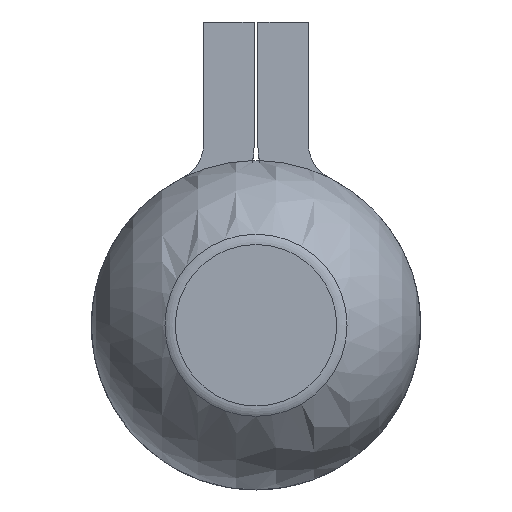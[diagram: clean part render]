
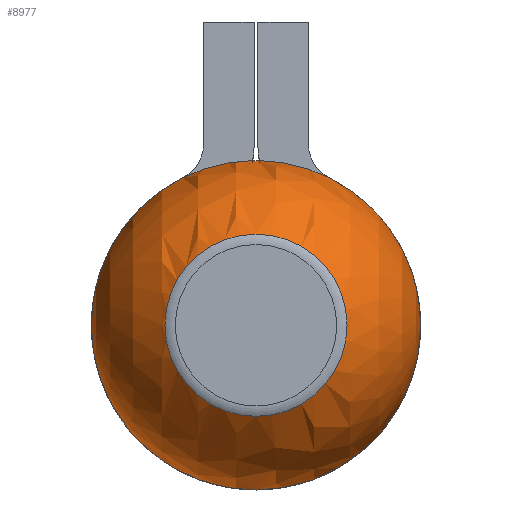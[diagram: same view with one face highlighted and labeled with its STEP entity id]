
A CAD part, front view. The second image highlights one B-rep face of the part: STEP entity #8977.
In plain terms, the highlighted spherical face has radius 8.8 mm.
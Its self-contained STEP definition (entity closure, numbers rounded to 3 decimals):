
#218 = EDGE_LOOP ( 'NONE', ( #7530 ) ) ;
#575 = EDGE_CURVE ( 'NONE', #2815, #3718, #1304, .T. ) ;
#624 = EDGE_LOOP ( 'NONE', ( #12001, #4538, #10952, #9506 ) ) ;
#1266 = DIRECTION ( 'NONE',  ( 0., 1., 0. ) ) ;
#1304 = CIRCLE ( 'NONE', #1565, 8.8 ) ;
#1531 = DIRECTION ( 'NONE',  ( 0., 0., 1. ) ) ;
#1565 = AXIS2_PLACEMENT_3D ( 'NONE', #2541, #6511, #9110 ) ;
#1584 = FACE_OUTER_BOUND ( 'NONE', #624, .T. ) ;
#1596 = AXIS2_PLACEMENT_3D ( 'NONE', #2222, #11696, #4165 ) ;
#1687 = AXIS2_PLACEMENT_3D ( 'NONE', #9217, #10138, #1531 ) ;
#1848 = CIRCLE ( 'NONE', #1596, 4.864 ) ;
#1910 = VERTEX_POINT ( 'NONE', #9597 ) ;
#1996 = VERTEX_POINT ( 'NONE', #4207 ) ;
#2222 = CARTESIAN_POINT ( 'NONE',  ( 0., -41.333, 0. ) ) ;
#2318 = DIRECTION ( 'NONE',  ( 0., 0., 1. ) ) ;
#2541 = CARTESIAN_POINT ( 'NONE',  ( 0., -34., 0. ) ) ;
#2546 = AXIS2_PLACEMENT_3D ( 'NONE', #7072, #1266, #2318 ) ;
#2815 = VERTEX_POINT ( 'NONE', #3892 ) ;
#3069 = CARTESIAN_POINT ( 'NONE',  ( 0., -34., 0. ) ) ;
#3358 = EDGE_CURVE ( 'NONE', #1910, #5166, #9853, .T. ) ;
#3576 = CARTESIAN_POINT ( 'NONE',  ( 0.182, -34., 8.798 ) ) ;
#3718 = VERTEX_POINT ( 'NONE', #4918 ) ;
#3892 = CARTESIAN_POINT ( 'NONE',  ( 3.911, -34., 7.883 ) ) ;
#3980 = DIRECTION ( 'NONE',  ( 0., 0., 1. ) ) ;
#4165 = DIRECTION ( 'NONE',  ( 0., 0., 1. ) ) ;
#4207 = CARTESIAN_POINT ( 'NONE',  ( 0., -41.333, 4.864 ) ) ;
#4538 = ORIENTED_EDGE ( 'NONE', *, *, #3358, .F. ) ;
#4918 = CARTESIAN_POINT ( 'NONE',  ( -3.911, -34., 7.883 ) ) ;
#4998 = EDGE_CURVE ( 'NONE', #5166, #2815, #9973, .T. ) ;
#5166 = VERTEX_POINT ( 'NONE', #3576 ) ;
#5371 = CARTESIAN_POINT ( 'NONE',  ( 0., -34., 0. ) ) ;
#6511 = DIRECTION ( 'NONE',  ( 0., 1., 0. ) ) ;
#6540 = AXIS2_PLACEMENT_3D ( 'NONE', #3069, #7751, #3980 ) ;
#7072 = CARTESIAN_POINT ( 'NONE',  ( 0., -34., 0. ) ) ;
#7202 = DIRECTION ( 'NONE',  ( 0., 0., -1. ) ) ;
#7347 = FACE_OUTER_BOUND ( 'NONE', #218, .T. ) ;
#7530 = ORIENTED_EDGE ( 'NONE', *, *, #10493, .T. ) ;
#7751 = DIRECTION ( 'NONE',  ( 0., 1., 0. ) ) ;
#8263 = DIRECTION ( 'NONE',  ( -1., 0., 0. ) ) ;
#8939 = EDGE_CURVE ( 'NONE', #3718, #1910, #10769, .T. ) ;
#8977 = ADVANCED_FACE ( 'NONE', ( #7347, #1584 ), #9124, .T. ) ;
#9110 = DIRECTION ( 'NONE',  ( 0., 0., 1. ) ) ;
#9124 = SPHERICAL_SURFACE ( 'NONE', #10821, 8.8 ) ;
#9217 = CARTESIAN_POINT ( 'NONE',  ( 0., -34., 0. ) ) ;
#9506 = ORIENTED_EDGE ( 'NONE', *, *, #575, .F. ) ;
#9597 = CARTESIAN_POINT ( 'NONE',  ( -0.182, -34., 8.798 ) ) ;
#9853 = CIRCLE ( 'NONE', #6540, 8.8 ) ;
#9973 = CIRCLE ( 'NONE', #2546, 8.8 ) ;
#10138 = DIRECTION ( 'NONE',  ( 0., 1., 0. ) ) ;
#10493 = EDGE_CURVE ( 'NONE', #1996, #1996, #1848, .T. ) ;
#10769 = CIRCLE ( 'NONE', #1687, 8.8 ) ;
#10821 = AXIS2_PLACEMENT_3D ( 'NONE', #5371, #8263, #7202 ) ;
#10952 = ORIENTED_EDGE ( 'NONE', *, *, #8939, .F. ) ;
#11696 = DIRECTION ( 'NONE',  ( 0., 1., 0. ) ) ;
#12001 = ORIENTED_EDGE ( 'NONE', *, *, #4998, .F. ) ;
